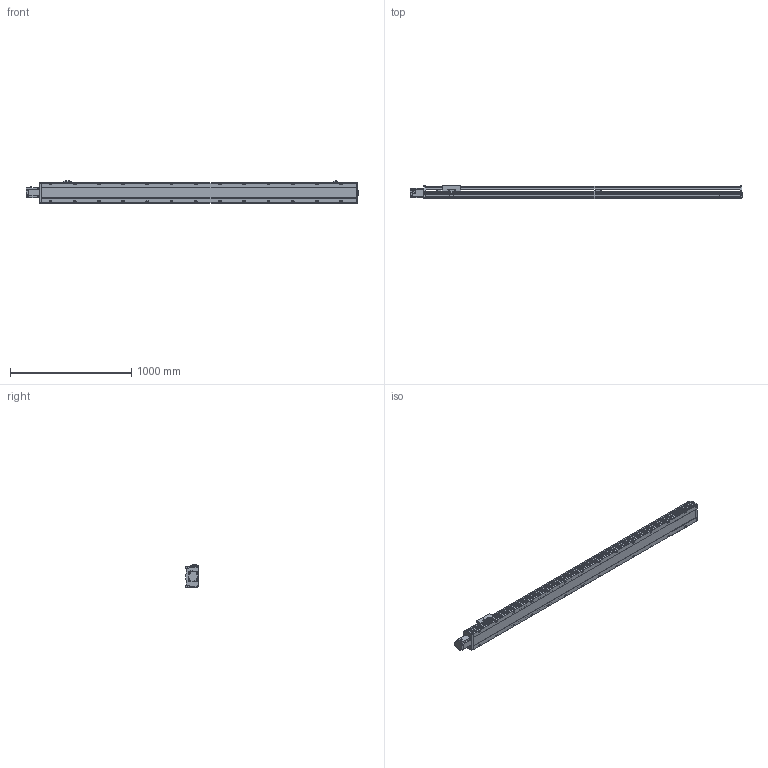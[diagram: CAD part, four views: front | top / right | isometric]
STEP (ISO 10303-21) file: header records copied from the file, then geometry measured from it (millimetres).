
FILE_DESCRIPTION (( 'STEP AP214' ), '1' );
FILE_NAME ('WEX170BC-20XLD-2200XXXX.STEP', '2025-02-28T16:46:36', ( '' ), ( '' ), 'SwSTEP 2.0', 'SolidWorks 2022', '' );
FILE_SCHEMA (( 'AUTOMOTIVE_DESIGN' ));
Length unit declared in the file: millimetre
Products named in the file (14): WEX170-800SLIDE1; WEX170-800MOTOR; WEX170-800TOPPLATE; WEX170-800-1; WEX170-800-3; WEX170-800-4; WEX170-800CARRIAGE; WEX170-800-2; FANG STICKER; WEX170-800SLIDE2; WEX170-800-SENSOR; WEX170BC-20XLD-2200XXXX; WEX170-800-5; WEX170-800-7
Assembly tree (13 placements, depth 2):
  WEX170-800-3
  WEX170BC-20XLD-2200XXXX
    WEX170-800-1
    WEX170-800-2
    WEX170-800-4
    WEX170-800CARRIAGE
    WEX170-800-5
    WEX170-800-SENSOR  x3
    WEX170-800TOPPLATE
    WEX170-800MOTOR
    WEX170-800SLIDE2
    WEX170-800SLIDE1
    FANG STICKER
  WEX170-800-7
Bounding box: 2741.8 x 110 x 183.76 mm (x, y, z)
Volume: 20388124.3 mm3; surface area: 3071209.2 mm2
Topology: 13 solids, 13 shells, 1601 faces, 4409 edges, 2892 vertices
Faces by surface type: plane 969, cylinder 544, torus 52, cone 36
Entity records: 48087 total; most frequent: CARTESIAN_POINT 11550, ORIENTED_EDGE 7554, DIRECTION 7237, EDGE_CURVE 3777, LINE 2555, VECTOR 2555, VERTEX_POINT 2488, AXIS2_PLACEMENT_3D 2341
